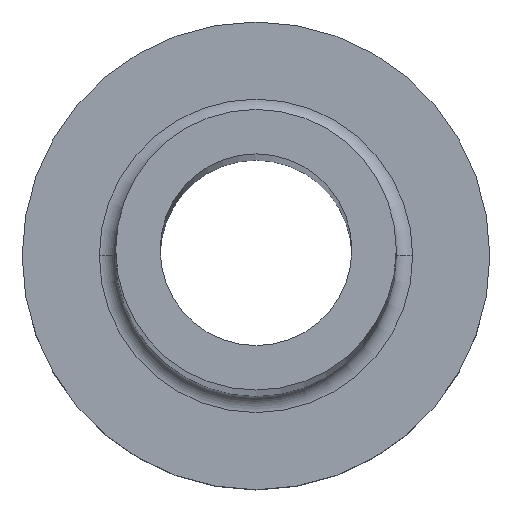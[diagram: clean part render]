
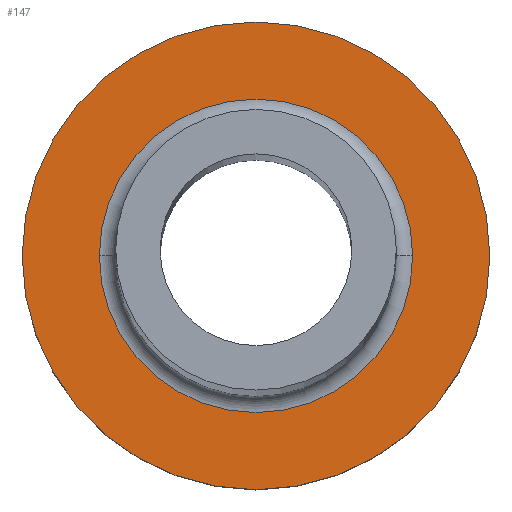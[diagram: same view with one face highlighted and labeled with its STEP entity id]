
A CAD part, top view. The second image highlights one B-rep face of the part: STEP entity #147.
In plain terms, the highlighted planar face has unit normal (0, 0, 1).
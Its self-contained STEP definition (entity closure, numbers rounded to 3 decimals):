
#3 = DIRECTION ( 'NONE',  ( 0., 0., 1. ) ) ;
#4 = DIRECTION ( 'NONE',  ( 0., 0., -1. ) ) ;
#35 = VERTEX_POINT ( 'NONE', #140 ) ;
#39 = ORIENTED_EDGE ( 'NONE', *, *, #224, .T. ) ;
#41 = CARTESIAN_POINT ( 'NONE',  ( -6.7, 0., 7. ) ) ;
#74 = AXIS2_PLACEMENT_3D ( 'NONE', #178, #115, #175 ) ;
#75 = DIRECTION ( 'NONE',  ( 1., 0., 0. ) ) ;
#81 = AXIS2_PLACEMENT_3D ( 'NONE', #278, #317, #170 ) ;
#105 = FACE_BOUND ( 'NONE', #305, .T. ) ;
#112 = CIRCLE ( 'NONE', #124, 6.7 ) ;
#115 = DIRECTION ( 'NONE',  ( 0., 0., 1. ) ) ;
#116 = CARTESIAN_POINT ( 'NONE',  ( 0., 0., 7. ) ) ;
#120 = DIRECTION ( 'NONE',  ( 1., 0., 0. ) ) ;
#124 = AXIS2_PLACEMENT_3D ( 'NONE', #116, #235, #174 ) ;
#125 = CARTESIAN_POINT ( 'NONE',  ( 0., 0., 7. ) ) ;
#133 = PLANE ( 'NONE',  #81 ) ;
#140 = CARTESIAN_POINT ( 'NONE',  ( 6.7, 0., 7. ) ) ;
#147 = ADVANCED_FACE ( 'NONE', ( #105, #204 ), #133, .T. ) ;
#161 = CIRCLE ( 'NONE', #74, 10. ) ;
#170 = DIRECTION ( 'NONE',  ( 1., 0., 0. ) ) ;
#174 = DIRECTION ( 'NONE',  ( 1., 0., 0. ) ) ;
#175 = DIRECTION ( 'NONE',  ( 1., 0., 0. ) ) ;
#176 = AXIS2_PLACEMENT_3D ( 'NONE', #125, #4, #120 ) ;
#178 = CARTESIAN_POINT ( 'NONE',  ( 0., 0., 7. ) ) ;
#185 = VERTEX_POINT ( 'NONE', #283 ) ;
#204 = FACE_OUTER_BOUND ( 'NONE', #221, .T. ) ;
#221 = EDGE_LOOP ( 'NONE', ( #236, #332 ) ) ;
#224 = EDGE_CURVE ( 'NONE', #35, #378, #112, .T. ) ;
#234 = CIRCLE ( 'NONE', #287, 10. ) ;
#235 = DIRECTION ( 'NONE',  ( 0., 0., -1. ) ) ;
#236 = ORIENTED_EDGE ( 'NONE', *, *, #352, .T. ) ;
#243 = ORIENTED_EDGE ( 'NONE', *, *, #358, .T. ) ;
#259 = CARTESIAN_POINT ( 'NONE',  ( 0., 0., 7. ) ) ;
#278 = CARTESIAN_POINT ( 'NONE',  ( 0., 0., 7. ) ) ;
#283 = CARTESIAN_POINT ( 'NONE',  ( -10., 0., 7. ) ) ;
#285 = EDGE_CURVE ( 'NONE', #309, #185, #161, .T. ) ;
#287 = AXIS2_PLACEMENT_3D ( 'NONE', #259, #3, #75 ) ;
#305 = EDGE_LOOP ( 'NONE', ( #39, #243 ) ) ;
#309 = VERTEX_POINT ( 'NONE', #325 ) ;
#317 = DIRECTION ( 'NONE',  ( 0., 0., 1. ) ) ;
#325 = CARTESIAN_POINT ( 'NONE',  ( 10., 0., 7. ) ) ;
#332 = ORIENTED_EDGE ( 'NONE', *, *, #285, .T. ) ;
#339 = CIRCLE ( 'NONE', #176, 6.7 ) ;
#352 = EDGE_CURVE ( 'NONE', #185, #309, #234, .T. ) ;
#358 = EDGE_CURVE ( 'NONE', #378, #35, #339, .T. ) ;
#378 = VERTEX_POINT ( 'NONE', #41 ) ;
